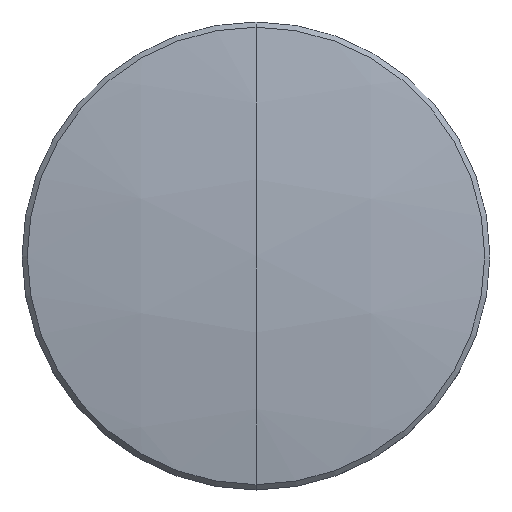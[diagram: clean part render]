
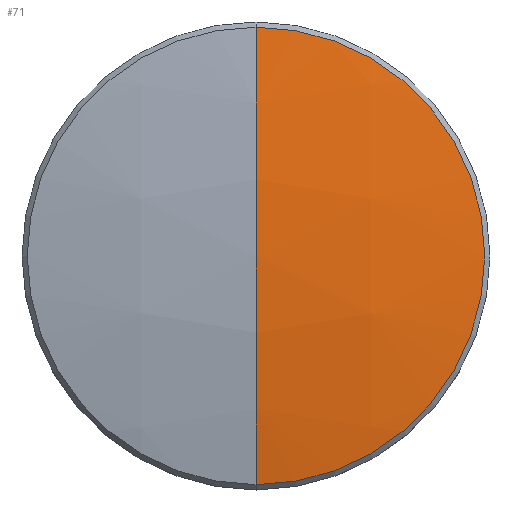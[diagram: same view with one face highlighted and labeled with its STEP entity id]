
A CAD part, top view. The second image highlights one B-rep face of the part: STEP entity #71.
In plain terms, the highlighted spherical face has radius 36.38 mm.
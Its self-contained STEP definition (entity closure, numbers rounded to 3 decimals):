
#12 = ORIENTED_EDGE ( 'NONE', *, *, #103, .F. ) ;
#35 = AXIS2_PLACEMENT_3D ( 'NONE', #135, #258, #291 ) ;
#37 = VERTEX_POINT ( 'NONE', #177 ) ;
#40 = AXIS2_PLACEMENT_3D ( 'NONE', #58, #121, #289 ) ;
#52 = CIRCLE ( 'NONE', #40, 36.38 ) ;
#58 = CARTESIAN_POINT ( 'NONE',  ( 0., 0., -35.1 ) ) ;
#71 = ADVANCED_FACE ( 'NONE', ( #179 ), #187, .T. ) ;
#87 = ORIENTED_EDGE ( 'NONE', *, *, #193, .F. ) ;
#88 = AXIS2_PLACEMENT_3D ( 'NONE', #250, #269, #89 ) ;
#89 = DIRECTION ( 'NONE',  ( 0., 1., 0. ) ) ;
#100 = VERTEX_POINT ( 'NONE', #115 ) ;
#103 = EDGE_CURVE ( 'NONE', #220, #100, #52, .T. ) ;
#108 = AXIS2_PLACEMENT_3D ( 'NONE', #192, #295, #285 ) ;
#115 = CARTESIAN_POINT ( 'NONE',  ( 0., 6.209, 0.746 ) ) ;
#121 = DIRECTION ( 'NONE',  ( -1., 0., 0. ) ) ;
#122 = CIRCLE ( 'NONE', #35, 36.38 ) ;
#127 = EDGE_CURVE ( 'NONE', #220, #37, #122, .T. ) ;
#135 = CARTESIAN_POINT ( 'NONE',  ( 0., 0., -35.1 ) ) ;
#177 = CARTESIAN_POINT ( 'NONE',  ( 0., -6.209, 0.746 ) ) ;
#179 = FACE_OUTER_BOUND ( 'NONE', #282, .T. ) ;
#187 = SPHERICAL_SURFACE ( 'NONE', #88, 36.38 ) ;
#189 = CIRCLE ( 'NONE', #108, 6.209 ) ;
#192 = CARTESIAN_POINT ( 'NONE',  ( 0., 0., 0.746 ) ) ;
#193 = EDGE_CURVE ( 'NONE', #100, #37, #189, .T. ) ;
#220 = VERTEX_POINT ( 'NONE', #248 ) ;
#248 = CARTESIAN_POINT ( 'NONE',  ( 0., 0., 1.28 ) ) ;
#250 = CARTESIAN_POINT ( 'NONE',  ( 0., 0., -35.1 ) ) ;
#258 = DIRECTION ( 'NONE',  ( 1., 0., 0. ) ) ;
#269 = DIRECTION ( 'NONE',  ( 1., 0., 0. ) ) ;
#277 = ORIENTED_EDGE ( 'NONE', *, *, #127, .T. ) ;
#282 = EDGE_LOOP ( 'NONE', ( #12, #277, #87 ) ) ;
#285 = DIRECTION ( 'NONE',  ( 0., 1., 0. ) ) ;
#289 = DIRECTION ( 'NONE',  ( 0., 0., 1. ) ) ;
#291 = DIRECTION ( 'NONE',  ( 0., 1., 0. ) ) ;
#295 = DIRECTION ( 'NONE',  ( 0., 0., -1. ) ) ;
